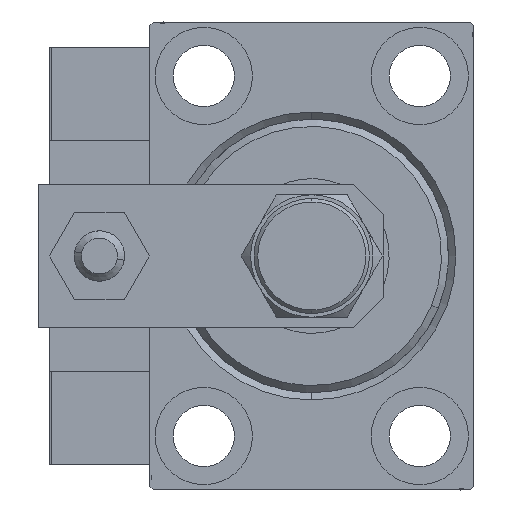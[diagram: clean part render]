
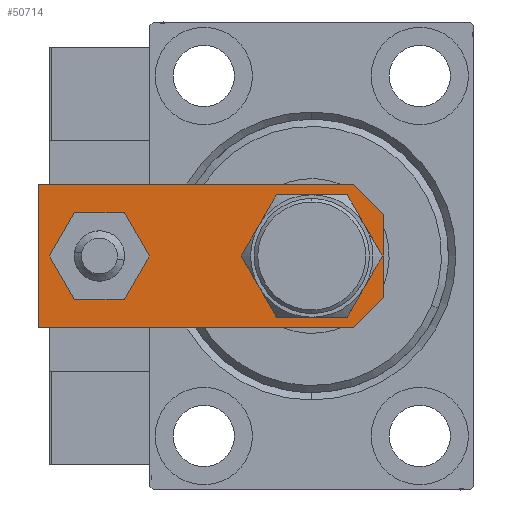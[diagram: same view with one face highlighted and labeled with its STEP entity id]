
A CAD part, left-side view. The second image highlights one B-rep face of the part: STEP entity #50714.
In plain terms, the highlighted face is planar.
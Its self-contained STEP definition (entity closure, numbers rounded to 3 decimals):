
#344 = CARTESIAN_POINT ( 'NONE',  ( 10., 0., 6. ) ) ;
#1014 = CARTESIAN_POINT ( 'NONE',  ( -10., 48., 6. ) ) ;
#1485 = CARTESIAN_POINT ( 'NONE',  ( -10., 48., 6. ) ) ;
#1586 = EDGE_CURVE ( 'NONE', #7433, #36907, #45524, .T. ) ;
#1721 = EDGE_CURVE ( 'NONE', #44486, #16969, #35127, .T. ) ;
#1912 = EDGE_CURVE ( 'NONE', #36907, #32572, #16623, .T. ) ;
#2632 = ORIENTED_EDGE ( 'NONE', *, *, #46288, .T. ) ;
#3607 = DIRECTION ( 'NONE',  ( 0.707, -0.707, 0. ) ) ;
#5312 = VERTEX_POINT ( 'NONE', #50847 ) ;
#6127 = DIRECTION ( 'NONE',  ( 1., 0., 0. ) ) ;
#6324 = CIRCLE ( 'NONE', #44886, 7.25 ) ;
#7433 = VERTEX_POINT ( 'NONE', #29332 ) ;
#8798 = ORIENTED_EDGE ( 'NONE', *, *, #17861, .T. ) ;
#9274 = CARTESIAN_POINT ( 'NONE',  ( 0., 39.5, 6. ) ) ;
#9911 = VERTEX_POINT ( 'NONE', #1485 ) ;
#10071 = DIRECTION ( 'NONE',  ( 0., 0., 1. ) ) ;
#10217 = CIRCLE ( 'NONE', #50433, 4. ) ;
#10761 = EDGE_LOOP ( 'NONE', ( #29235, #44625 ) ) ;
#11960 = CIRCLE ( 'NONE', #12800, 7.25 ) ;
#12020 = CARTESIAN_POINT ( 'NONE',  ( -2.88, -2.88, 6. ) ) ;
#12285 = CARTESIAN_POINT ( 'NONE',  ( -10., 0., 6. ) ) ;
#12800 = AXIS2_PLACEMENT_3D ( 'NONE', #47321, #22920, #34456 ) ;
#16372 = DIRECTION ( 'NONE',  ( 0., 1., 0. ) ) ;
#16623 = LINE ( 'NONE', #344, #48536 ) ;
#16969 = VERTEX_POINT ( 'NONE', #27527 ) ;
#17537 = CARTESIAN_POINT ( 'NONE',  ( 0., 0., 6. ) ) ;
#17861 = EDGE_CURVE ( 'NONE', #9911, #21367, #20970, .T. ) ;
#18345 = AXIS2_PLACEMENT_3D ( 'NONE', #22169, #19018, #34757 ) ;
#19018 = DIRECTION ( 'NONE',  ( 0., 0., 1. ) ) ;
#20120 = EDGE_CURVE ( 'NONE', #22216, #7433, #20161, .T. ) ;
#20161 = LINE ( 'NONE', #12285, #23057 ) ;
#20233 = EDGE_CURVE ( 'NONE', #32738, #5312, #6324, .T. ) ;
#20968 = DIRECTION ( 'NONE',  ( 0., 0., 1. ) ) ;
#20970 = LINE ( 'NONE', #1014, #33865 ) ;
#21367 = VERTEX_POINT ( 'NONE', #50110 ) ;
#21636 = DIRECTION ( 'NONE',  ( 1., 0., 0. ) ) ;
#22169 = CARTESIAN_POINT ( 'NONE',  ( 0., 39.5, 6. ) ) ;
#22216 = VERTEX_POINT ( 'NONE', #36751 ) ;
#22743 = CARTESIAN_POINT ( 'NONE',  ( 10., 4.24, 6. ) ) ;
#22773 = CARTESIAN_POINT ( 'NONE',  ( 7.25, 10., 6. ) ) ;
#22920 = DIRECTION ( 'NONE',  ( 0., 0., 1. ) ) ;
#23057 = VECTOR ( 'NONE', #21636, 1000. ) ;
#23560 = EDGE_LOOP ( 'NONE', ( #8798, #45166, #35046, #40161, #38848, #2632 ) ) ;
#24690 = VECTOR ( 'NONE', #36804, 1000. ) ;
#26076 = EDGE_CURVE ( 'NONE', #21367, #22216, #35895, .T. ) ;
#27527 = CARTESIAN_POINT ( 'NONE',  ( 4., 39.5, 6. ) ) ;
#28583 = FACE_BOUND ( 'NONE', #38760, .T. ) ;
#29105 = FACE_BOUND ( 'NONE', #10761, .T. ) ;
#29235 = ORIENTED_EDGE ( 'NONE', *, *, #1721, .F. ) ;
#29332 = CARTESIAN_POINT ( 'NONE',  ( 5.76, 0., 6. ) ) ;
#32366 = LINE ( 'NONE', #44947, #24690 ) ;
#32510 = DIRECTION ( 'NONE',  ( 1., 0., 0. ) ) ;
#32572 = VERTEX_POINT ( 'NONE', #33020 ) ;
#32738 = VERTEX_POINT ( 'NONE', #22773 ) ;
#33020 = CARTESIAN_POINT ( 'NONE',  ( 10., 48., 6. ) ) ;
#33709 = CARTESIAN_POINT ( 'NONE',  ( 2.88, -2.88, 6. ) ) ;
#33865 = VECTOR ( 'NONE', #37225, 1000. ) ;
#34456 = DIRECTION ( 'NONE',  ( 1., 0., 0. ) ) ;
#34757 = DIRECTION ( 'NONE',  ( 1., 0., 0. ) ) ;
#34908 = AXIS2_PLACEMENT_3D ( 'NONE', #17537, #20968, #32510 ) ;
#35046 = ORIENTED_EDGE ( 'NONE', *, *, #20120, .T. ) ;
#35127 = CIRCLE ( 'NONE', #18345, 4. ) ;
#35895 = LINE ( 'NONE', #12020, #36562 ) ;
#36301 = EDGE_CURVE ( 'NONE', #16969, #44486, #10217, .T. ) ;
#36453 = FACE_OUTER_BOUND ( 'NONE', #23560, .T. ) ;
#36562 = VECTOR ( 'NONE', #3607, 1000. ) ;
#36751 = CARTESIAN_POINT ( 'NONE',  ( -5.76, 0., 6. ) ) ;
#36804 = DIRECTION ( 'NONE',  ( -1., 0., 0. ) ) ;
#36907 = VERTEX_POINT ( 'NONE', #22743 ) ;
#37225 = DIRECTION ( 'NONE',  ( 0., -1., 0. ) ) ;
#37361 = DIRECTION ( 'NONE',  ( 1., 0., 0. ) ) ;
#38535 = EDGE_CURVE ( 'NONE', #5312, #32738, #11960, .T. ) ;
#38760 = EDGE_LOOP ( 'NONE', ( #46950, #39120 ) ) ;
#38848 = ORIENTED_EDGE ( 'NONE', *, *, #1912, .T. ) ;
#39120 = ORIENTED_EDGE ( 'NONE', *, *, #20233, .F. ) ;
#40161 = ORIENTED_EDGE ( 'NONE', *, *, #1586, .T. ) ;
#40941 = VECTOR ( 'NONE', #49723, 1000. ) ;
#41289 = DIRECTION ( 'NONE',  ( 0., 0., 1. ) ) ;
#44486 = VERTEX_POINT ( 'NONE', #48116 ) ;
#44584 = PLANE ( 'NONE',  #34908 ) ;
#44625 = ORIENTED_EDGE ( 'NONE', *, *, #36301, .F. ) ;
#44886 = AXIS2_PLACEMENT_3D ( 'NONE', #46564, #10071, #6127 ) ;
#44947 = CARTESIAN_POINT ( 'NONE',  ( 10., 48., 6. ) ) ;
#45166 = ORIENTED_EDGE ( 'NONE', *, *, #26076, .T. ) ;
#45524 = LINE ( 'NONE', #33709, #40941 ) ;
#46288 = EDGE_CURVE ( 'NONE', #32572, #9911, #32366, .T. ) ;
#46564 = CARTESIAN_POINT ( 'NONE',  ( 0., 10., 6. ) ) ;
#46950 = ORIENTED_EDGE ( 'NONE', *, *, #38535, .F. ) ;
#47321 = CARTESIAN_POINT ( 'NONE',  ( 0., 10., 6. ) ) ;
#48116 = CARTESIAN_POINT ( 'NONE',  ( -4., 39.5, 6. ) ) ;
#48536 = VECTOR ( 'NONE', #16372, 1000. ) ;
#49723 = DIRECTION ( 'NONE',  ( 0.707, 0.707, 0. ) ) ;
#50110 = CARTESIAN_POINT ( 'NONE',  ( -10., 4.24, 6. ) ) ;
#50433 = AXIS2_PLACEMENT_3D ( 'NONE', #9274, #41289, #37361 ) ;
#50714 = ADVANCED_FACE ( 'NONE', ( #29105, #36453, #28583 ), #44584, .T. ) ;
#50847 = CARTESIAN_POINT ( 'NONE',  ( -7.25, 10., 6. ) ) ;
